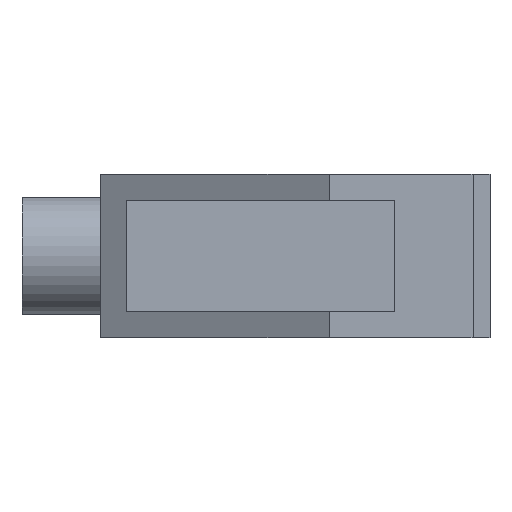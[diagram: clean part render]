
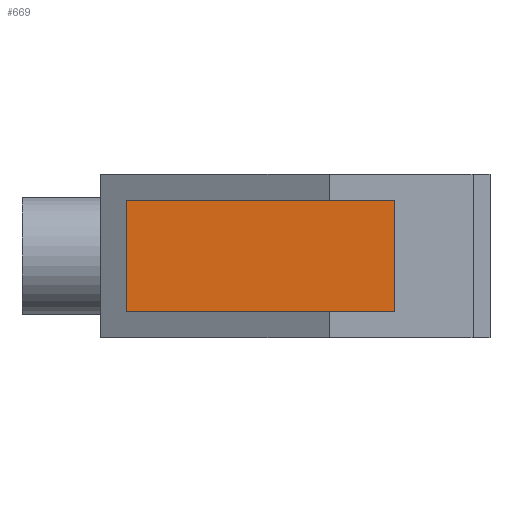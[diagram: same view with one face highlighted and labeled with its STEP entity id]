
A CAD part, left-side view. The second image highlights one B-rep face of the part: STEP entity #669.
In plain terms, the highlighted planar face has unit normal (-1, 0, 0).
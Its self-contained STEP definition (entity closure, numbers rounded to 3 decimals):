
#37 = ORIENTED_EDGE ( 'NONE', *, *, #120, .T. ) ;
#88 = CARTESIAN_POINT ( 'NONE',  ( -53., 15., -4.25 ) ) ;
#120 = EDGE_CURVE ( 'NONE', #1167, #4104, #2377, .T. ) ;
#243 = DIRECTION ( 'NONE',  ( 0., -1., 0. ) ) ;
#252 = DIRECTION ( 'NONE',  ( 0., 0., -1. ) ) ;
#392 = VECTOR ( 'NONE', #252, 1000. ) ;
#475 = DIRECTION ( 'NONE',  ( 0., 0., 1. ) ) ;
#626 = EDGE_CURVE ( 'NONE', #3296, #4326, #1012, .T. ) ;
#669 = ADVANCED_FACE ( 'NONE', ( #2769 ), #3301, .T. ) ;
#679 = EDGE_CURVE ( 'NONE', #4104, #3296, #2646, .T. ) ;
#756 = DIRECTION ( 'NONE',  ( 0., 1., 0. ) ) ;
#1012 = LINE ( 'NONE', #3445, #2881 ) ;
#1167 = VERTEX_POINT ( 'NONE', #4877 ) ;
#1325 = DIRECTION ( 'NONE',  ( 0., 0., 1. ) ) ;
#1443 = LINE ( 'NONE', #88, #392 ) ;
#1711 = VECTOR ( 'NONE', #1325, 1000. ) ;
#1834 = EDGE_CURVE ( 'NONE', #4326, #1167, #1443, .T. ) ;
#2109 = ORIENTED_EDGE ( 'NONE', *, *, #679, .T. ) ;
#2270 = VECTOR ( 'NONE', #243, 1000. ) ;
#2377 = LINE ( 'NONE', #3858, #2270 ) ;
#2646 = LINE ( 'NONE', #3915, #1711 ) ;
#2766 = DIRECTION ( 'NONE',  ( -1., 0., 0. ) ) ;
#2769 = FACE_OUTER_BOUND ( 'NONE', #3760, .T. ) ;
#2881 = VECTOR ( 'NONE', #756, 1000. ) ;
#2912 = ORIENTED_EDGE ( 'NONE', *, *, #1834, .T. ) ;
#3060 = ORIENTED_EDGE ( 'NONE', *, *, #626, .T. ) ;
#3145 = CARTESIAN_POINT ( 'NONE',  ( -53., -5.5, 4.25 ) ) ;
#3296 = VERTEX_POINT ( 'NONE', #3145 ) ;
#3301 = PLANE ( 'NONE',  #4340 ) ;
#3445 = CARTESIAN_POINT ( 'NONE',  ( -53., 15., 4.25 ) ) ;
#3670 = CARTESIAN_POINT ( 'NONE',  ( -53., 15., 4.25 ) ) ;
#3760 = EDGE_LOOP ( 'NONE', ( #37, #2109, #3060, #2912 ) ) ;
#3858 = CARTESIAN_POINT ( 'NONE',  ( -53., 15., -4.25 ) ) ;
#3915 = CARTESIAN_POINT ( 'NONE',  ( -53., -5.5, -4.25 ) ) ;
#4104 = VERTEX_POINT ( 'NONE', #4122 ) ;
#4122 = CARTESIAN_POINT ( 'NONE',  ( -53., -5.5, -4.25 ) ) ;
#4326 = VERTEX_POINT ( 'NONE', #3670 ) ;
#4340 = AXIS2_PLACEMENT_3D ( 'NONE', #4727, #2766, #475 ) ;
#4727 = CARTESIAN_POINT ( 'NONE',  ( -53., -5.5, -4.25 ) ) ;
#4877 = CARTESIAN_POINT ( 'NONE',  ( -53., 15., -4.25 ) ) ;
